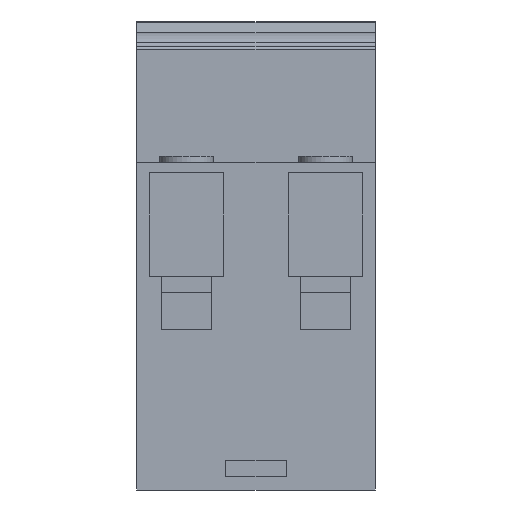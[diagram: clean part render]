
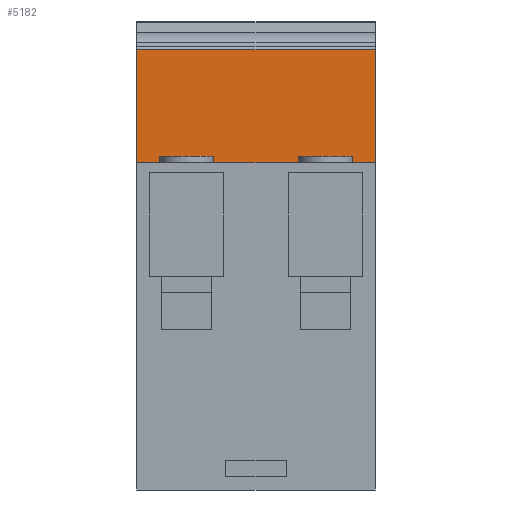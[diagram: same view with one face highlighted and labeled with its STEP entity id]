
A CAD part, front view. The second image highlights one B-rep face of the part: STEP entity #5182.
In plain terms, the highlighted planar face has unit normal (0, -1, 0).
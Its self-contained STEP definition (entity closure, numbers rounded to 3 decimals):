
#42 = ORIENTED_EDGE ( 'NONE', *, *, #6094, .T. ) ;
#469 = VERTEX_POINT ( 'NONE', #2805 ) ;
#1674 = EDGE_CURVE ( 'NONE', #3619, #7870, #5322, .T. ) ;
#1716 = DIRECTION ( 'NONE',  ( 0., 1., 0. ) ) ;
#1799 = EDGE_CURVE ( 'NONE', #9560, #469, #2457, .T. ) ;
#2065 = AXIS2_PLACEMENT_3D ( 'NONE', #8681, #1716, #7106 ) ;
#2457 = LINE ( 'NONE', #8248, #3651 ) ;
#2772 = CARTESIAN_POINT ( 'NONE',  ( 35.7, 17.5, 65.96 ) ) ;
#2805 = CARTESIAN_POINT ( 'NONE',  ( 35.7, 17.5, 49. ) ) ;
#2887 = ORIENTED_EDGE ( 'NONE', *, *, #1799, .F. ) ;
#2916 = VECTOR ( 'NONE', #3130, 1000. ) ;
#3130 = DIRECTION ( 'NONE',  ( -1., 0., 0. ) ) ;
#3140 = ORIENTED_EDGE ( 'NONE', *, *, #6227, .F. ) ;
#3277 = VECTOR ( 'NONE', #8281, 1000. ) ;
#3619 = VERTEX_POINT ( 'NONE', #5296 ) ;
#3651 = VECTOR ( 'NONE', #5110, 1000. ) ;
#4687 = CARTESIAN_POINT ( 'NONE',  ( 35.7, 17.5, 49. ) ) ;
#4970 = ORIENTED_EDGE ( 'NONE', *, *, #1674, .T. ) ;
#5110 = DIRECTION ( 'NONE',  ( 0., 0., -1. ) ) ;
#5151 = DIRECTION ( 'NONE',  ( -1., 0., 0. ) ) ;
#5182 = ADVANCED_FACE ( 'NONE', ( #8091 ), #6328, .F. ) ;
#5215 = CARTESIAN_POINT ( 'NONE',  ( 35.7, 17.5, 65.96 ) ) ;
#5296 = CARTESIAN_POINT ( 'NONE',  ( 0., 17.5, 65.96 ) ) ;
#5322 = LINE ( 'NONE', #8993, #3277 ) ;
#5675 = LINE ( 'NONE', #2772, #5786 ) ;
#5786 = VECTOR ( 'NONE', #5151, 1000. ) ;
#6005 = CARTESIAN_POINT ( 'NONE',  ( 0., 17.5, 49. ) ) ;
#6094 = EDGE_CURVE ( 'NONE', #9560, #3619, #5675, .T. ) ;
#6227 = EDGE_CURVE ( 'NONE', #469, #7870, #7836, .T. ) ;
#6328 = PLANE ( 'NONE',  #2065 ) ;
#7106 = DIRECTION ( 'NONE',  ( 0., 0., 1. ) ) ;
#7836 = LINE ( 'NONE', #4687, #2916 ) ;
#7870 = VERTEX_POINT ( 'NONE', #6005 ) ;
#8091 = FACE_OUTER_BOUND ( 'NONE', #8950, .T. ) ;
#8248 = CARTESIAN_POINT ( 'NONE',  ( 35.7, 17.5, 49. ) ) ;
#8281 = DIRECTION ( 'NONE',  ( 0., 0., -1. ) ) ;
#8681 = CARTESIAN_POINT ( 'NONE',  ( 35.7, 17.5, 49. ) ) ;
#8950 = EDGE_LOOP ( 'NONE', ( #4970, #3140, #2887, #42 ) ) ;
#8993 = CARTESIAN_POINT ( 'NONE',  ( 0., 17.5, 49. ) ) ;
#9560 = VERTEX_POINT ( 'NONE', #5215 ) ;
